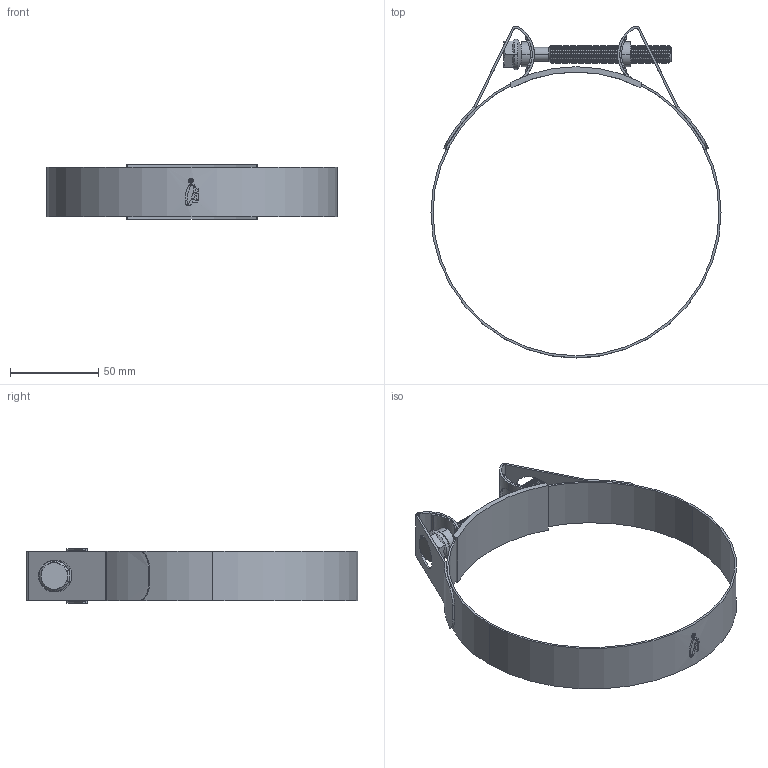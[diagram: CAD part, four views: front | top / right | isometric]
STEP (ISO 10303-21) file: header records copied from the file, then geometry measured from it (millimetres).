
FILE_DESCRIPTION (( 'STEP AP214' ), '1' );
FILE_NAME ('BBC-150-SUPRA-W2.step', '2025-06-05T13:55:12', ( '' ), ( '' ), 'SwSTEP 2.0', 'SolidWorks 2025', '' );
FILE_SCHEMA (( 'AUTOMOTIVE_DESIGN' ));
Length unit declared in the file: millimetre
Products named in the file (1): BBC-150-SUPRA-W2
Bounding box: 164.4 x 188.1 x 31 mm (x, y, z)
Volume: 33785.9 mm3; surface area: 50785.9 mm2
Topology: 5 solids, 5 shells, 381 faces, 1047 edges, 684 vertices
Faces by surface type: cylinder 248, bspline 58, plane 46, cone 29
Entity records: 39119 total; most frequent: CARTESIAN_POINT 30825, ORIENTED_EDGE 2094, DIRECTION 1253, EDGE_CURVE 1047, VERTEX_POINT 684, AXIS2_PLACEMENT_3D 439, EDGE_LOOP 401, FACE_OUTER_BOUND 381
